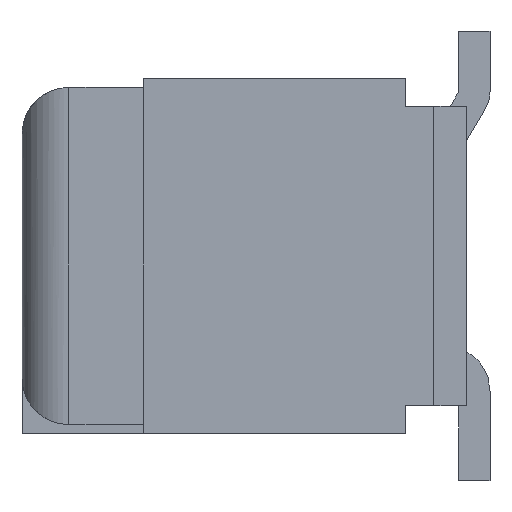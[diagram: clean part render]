
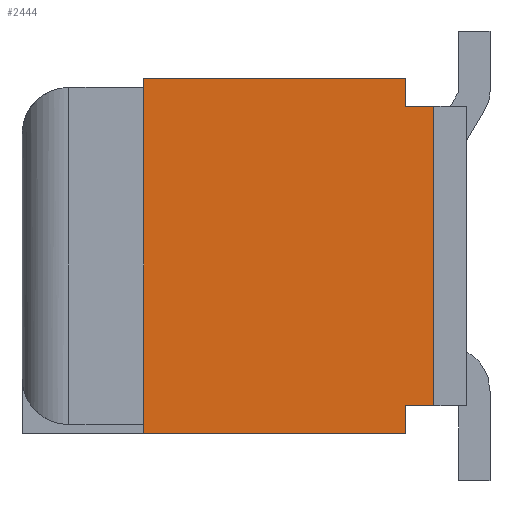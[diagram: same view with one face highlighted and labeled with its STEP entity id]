
A CAD part, left-side view. The second image highlights one B-rep face of the part: STEP entity #2444.
In plain terms, the highlighted planar face has unit normal (-1, 0, 0).
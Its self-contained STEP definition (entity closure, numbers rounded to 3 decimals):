
#1266=EDGE_CURVE('',#2714,#3178,#3649,.T.);
#1380=VERTEX_POINT('',#3776);
#1468=VERTEX_POINT('',#3868);
#1488=EDGE_CURVE('',#1380,#2186,#3890,.T.);
#1706=VERTEX_POINT('',#4125);
#1782=EDGE_CURVE('',#1468,#3178,#4203,.T.);
#1876=VERTEX_POINT('',#4305);
#1974=EDGE_CURVE('',#2544,#1876,#4412,.T.);
#2180=EDGE_CURVE('',#2740,#1706,#4638,.T.);
#2186=VERTEX_POINT('',#4644);
#2444=ADVANCED_FACE('',(#4925),#4926,.F.);
#2544=VERTEX_POINT('',#5032);
#2598=EDGE_CURVE('',#1380,#3236,#5088,.T.);
#2714=VERTEX_POINT('',#5220);
#2736=EDGE_CURVE('',#1706,#2544,#5244,.T.);
#2740=VERTEX_POINT('',#5248);
#2878=EDGE_CURVE('',#2714,#2740,#5403,.T.);
#3178=VERTEX_POINT('',#5725);
#3236=VERTEX_POINT('',#5792);
#3274=EDGE_CURVE('',#2186,#1468,#5830,.T.);
#3450=EDGE_CURVE('',#1876,#3236,#6023,.T.);
#3649=LINE('',#6256,#6257);
#3776=CARTESIAN_POINT('',(-4.5,3.7,1.9));
#3868=CARTESIAN_POINT('',(-4.5,3.7,-1.8));
#3890=LINE('',#6593,#6594);
#4125=CARTESIAN_POINT('',(-4.5,0.6,-1.6));
#4203=LINE('',#7044,#7045);
#4305=CARTESIAN_POINT('',(-4.5,0.9,1.6));
#4412=LINE('',#7337,#7338);
#4638=LINE('',#7648,#7649);
#4644=CARTESIAN_POINT('',(-4.5,3.7,1.8));
#4925=FACE_OUTER_BOUND('',#8079,.T.);
#4926=PLANE('',#8080);
#5032=CARTESIAN_POINT('',(-4.5,0.6,1.6));
#5088=LINE('',#8323,#8324);
#5220=CARTESIAN_POINT('',(-4.5,0.9,-1.9));
#5244=LINE('',#8553,#8554);
#5248=CARTESIAN_POINT('',(-4.5,0.9,-1.6));
#5403=LINE('',#8786,#8787);
#5725=CARTESIAN_POINT('',(-4.5,3.7,-1.9));
#5792=CARTESIAN_POINT('',(-4.5,0.9,1.9));
#5830=LINE('',#9424,#9425);
#6023=LINE('',#9714,#9715);
#6256=CARTESIAN_POINT('',(-4.5,1.975,-1.9));
#6257=VECTOR('',#9962,1.0);
#6593=CARTESIAN_POINT('',(-4.5,3.7,0.0));
#6594=VECTOR('',#10186,1.0);
#7044=CARTESIAN_POINT('',(-4.5,3.7,0.0));
#7045=VECTOR('',#10430,1.0);
#7337=CARTESIAN_POINT('',(-4.5,1.213,1.6));
#7338=VECTOR('',#10619,1.0);
#7648=CARTESIAN_POINT('',(-4.5,1.213,-1.6));
#7649=VECTOR('',#10845,1.0);
#8079=EDGE_LOOP('',(#11120,#11121,#11122,#11123,#11124,#11125,#11126,#11127,#11128,#11129));
#8080=AXIS2_PLACEMENT_3D('',#11130,#11131,#11132);
#8323=CARTESIAN_POINT('',(-4.5,1.975,1.9));
#8324=VECTOR('',#11255,1.0);
#8553=CARTESIAN_POINT('',(-4.5,0.6,0.0));
#8554=VECTOR('',#11449,1.0);
#8786=CARTESIAN_POINT('',(-4.5,0.9,-0.875));
#8787=VECTOR('',#11636,1.0);
#9424=CARTESIAN_POINT('',(-4.5,3.7,0.0));
#9425=VECTOR('',#12080,1.0);
#9714=CARTESIAN_POINT('',(-4.5,0.9,0.875));
#9715=VECTOR('',#12306,1.0);
#9962=DIRECTION('',(0.0,1.0,0.0));
#10186=DIRECTION('',(0.0,0.0,-1.0));
#10430=DIRECTION('',(0.0,0.0,-1.0));
#10619=DIRECTION('',(0.0,1.0,0.0));
#10845=DIRECTION('',(0.0,-1.0,0.0));
#11120=ORIENTED_EDGE('',*,*,#2180,.T.);
#11121=ORIENTED_EDGE('',*,*,#2736,.T.);
#11122=ORIENTED_EDGE('',*,*,#1974,.T.);
#11123=ORIENTED_EDGE('',*,*,#3450,.T.);
#11124=ORIENTED_EDGE('',*,*,#2598,.F.);
#11125=ORIENTED_EDGE('',*,*,#1488,.T.);
#11126=ORIENTED_EDGE('',*,*,#3274,.T.);
#11127=ORIENTED_EDGE('',*,*,#1782,.T.);
#11128=ORIENTED_EDGE('',*,*,#1266,.F.);
#11129=ORIENTED_EDGE('',*,*,#2878,.T.);
#11130=CARTESIAN_POINT('',(-4.5,1.975,0.0));
#11131=DIRECTION('',(1.0,0.0,0.0));
#11132=DIRECTION('',(0.0,0.0,-1.0));
#11255=DIRECTION('',(0.0,-1.0,0.0));
#11449=DIRECTION('',(-0.0,0.0,1.0));
#11636=DIRECTION('',(-0.0,0.0,1.0));
#12080=DIRECTION('',(0.0,0.0,-1.0));
#12306=DIRECTION('',(-0.0,0.0,1.0));
